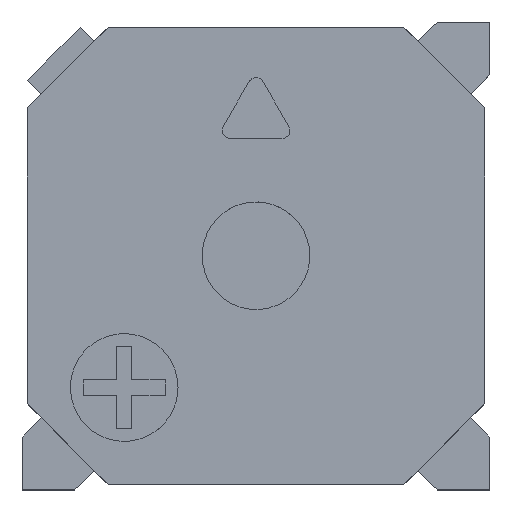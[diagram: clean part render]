
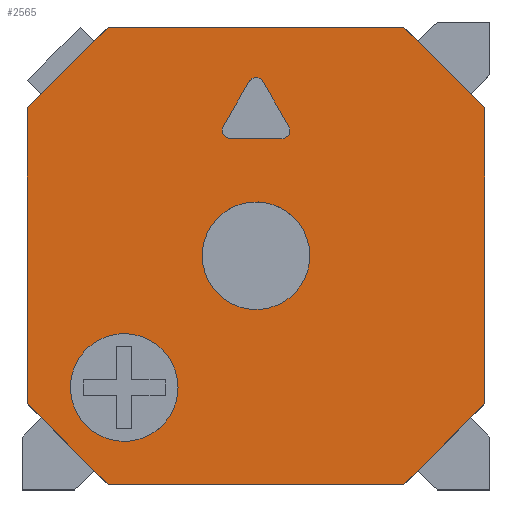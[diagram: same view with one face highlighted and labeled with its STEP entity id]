
A CAD part, top view. The second image highlights one B-rep face of the part: STEP entity #2565.
In plain terms, the highlighted free-form (B-spline) face has degree [1, 1] with [2, 2] control points.
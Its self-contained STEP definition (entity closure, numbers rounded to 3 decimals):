
#24 = VERTEX_POINT('',#25);
#25 = CARTESIAN_POINT('',(1.,0.,3.01));
#30 = EDGE_CURVE('',#31,#24,#33,.T.);
#31 = VERTEX_POINT('',#32);
#32 = CARTESIAN_POINT('',(-1.,0.,3.01));
#33 = ( BOUNDED_CURVE() B_SPLINE_CURVE(2,(#34,#35,#36,#37,#38),
.UNSPECIFIED.,.F.,.F.) B_SPLINE_CURVE_WITH_KNOTS((3,2,3),(3.142,
4.712,6.283),.PIECEWISE_BEZIER_KNOTS.) CURVE() 
GEOMETRIC_REPRESENTATION_ITEM() RATIONAL_B_SPLINE_CURVE((1.,
0.707,1.,0.707,1.)) REPRESENTATION_ITEM('') );
#34 = CARTESIAN_POINT('',(-1.,0.,3.01));
#35 = CARTESIAN_POINT('',(-1.,-1.,3.01));
#36 = CARTESIAN_POINT('',(0.,-1.,3.01));
#37 = CARTESIAN_POINT('',(1.,-1.,3.01));
#38 = CARTESIAN_POINT('',(1.,0.,3.01));
#72 = VERTEX_POINT('',#73);
#73 = CARTESIAN_POINT('',(0.611,2.403,3.01));
#78 = EDGE_CURVE('',#79,#72,#81,.T.);
#79 = VERTEX_POINT('',#80);
#80 = CARTESIAN_POINT('',(0.631,2.328,3.01));
#81 = ( BOUNDED_CURVE() B_SPLINE_CURVE(2,(#82,#83,#84),.UNSPECIFIED.,.F.
,.F.) B_SPLINE_CURVE_WITH_KNOTS((3,3),(0.,0.524),
.PIECEWISE_BEZIER_KNOTS.) CURVE() GEOMETRIC_REPRESENTATION_ITEM() 
RATIONAL_B_SPLINE_CURVE((1.,0.966,1.)) REPRESENTATION_ITEM('') 
  );
#82 = CARTESIAN_POINT('',(0.631,2.328,3.01));
#83 = CARTESIAN_POINT('',(0.631,2.368,3.01));
#84 = CARTESIAN_POINT('',(0.611,2.403,3.01));
#122 = VERTEX_POINT('',#123);
#123 = CARTESIAN_POINT('',(-1.45,-2.45,3.01));
#128 = EDGE_CURVE('',#122,#129,#131,.T.);
#129 = VERTEX_POINT('',#130);
#130 = CARTESIAN_POINT('',(-3.45,-2.45,3.01));
#131 = ( BOUNDED_CURVE() B_SPLINE_CURVE(2,(#132,#133,#134,#135,#136),
.UNSPECIFIED.,.F.,.F.) B_SPLINE_CURVE_WITH_KNOTS((3,2,3),(0.,
1.571,3.142),.PIECEWISE_BEZIER_KNOTS.) CURVE() 
GEOMETRIC_REPRESENTATION_ITEM() RATIONAL_B_SPLINE_CURVE((1.,
0.707,1.,0.707,1.)) REPRESENTATION_ITEM('') );
#132 = CARTESIAN_POINT('',(-1.45,-2.45,3.01));
#133 = CARTESIAN_POINT('',(-1.45,-1.45,3.01));
#134 = CARTESIAN_POINT('',(-2.45,-1.45,3.01));
#135 = CARTESIAN_POINT('',(-3.45,-1.45,3.01));
#136 = CARTESIAN_POINT('',(-3.45,-2.45,3.01));
#2351 = VERTEX_POINT('',#2352);
#2352 = CARTESIAN_POINT('',(-4.25,-2.75,3.01));
#2357 = EDGE_CURVE('',#2358,#2351,#2360,.T.);
#2358 = VERTEX_POINT('',#2359);
#2359 = CARTESIAN_POINT('',(-4.25,2.75,3.01));
#2360 = B_SPLINE_CURVE_WITH_KNOTS('',1,(#2361,#2362),.UNSPECIFIED.,.F.,
  .F.,(2,2),(-5.5,-0.),.PIECEWISE_BEZIER_KNOTS.);
#2361 = CARTESIAN_POINT('',(-4.25,2.75,3.01));
#2362 = CARTESIAN_POINT('',(-4.25,-2.75,3.01));
#2379 = EDGE_CURVE('',#2380,#2358,#2382,.T.);
#2380 = VERTEX_POINT('',#2381);
#2381 = CARTESIAN_POINT('',(-2.75,4.25,3.01));
#2382 = B_SPLINE_CURVE_WITH_KNOTS('',1,(#2383,#2384),.UNSPECIFIED.,.F.,
  .F.,(2,2),(-2.121,-0.),.PIECEWISE_BEZIER_KNOTS.);
#2383 = CARTESIAN_POINT('',(-2.75,4.25,3.01));
#2384 = CARTESIAN_POINT('',(-4.25,2.75,3.01));
#2405 = EDGE_CURVE('',#2406,#2380,#2408,.T.);
#2406 = VERTEX_POINT('',#2407);
#2407 = CARTESIAN_POINT('',(2.75,4.25,3.01));
#2408 = B_SPLINE_CURVE_WITH_KNOTS('',1,(#2409,#2410),.UNSPECIFIED.,.F.,
  .F.,(2,2),(-5.5,-0.),.PIECEWISE_BEZIER_KNOTS.);
#2409 = CARTESIAN_POINT('',(2.75,4.25,3.01));
#2410 = CARTESIAN_POINT('',(-2.75,4.25,3.01));
#2427 = EDGE_CURVE('',#2428,#2406,#2430,.T.);
#2428 = VERTEX_POINT('',#2429);
#2429 = CARTESIAN_POINT('',(4.25,2.75,3.01));
#2430 = B_SPLINE_CURVE_WITH_KNOTS('',1,(#2431,#2432),.UNSPECIFIED.,.F.,
  .F.,(2,2),(-2.121,0.),.PIECEWISE_BEZIER_KNOTS.);
#2431 = CARTESIAN_POINT('',(4.25,2.75,3.01));
#2432 = CARTESIAN_POINT('',(2.75,4.25,3.01));
#2449 = EDGE_CURVE('',#2450,#2428,#2452,.T.);
#2450 = VERTEX_POINT('',#2451);
#2451 = CARTESIAN_POINT('',(4.25,-2.75,3.01));
#2452 = B_SPLINE_CURVE_WITH_KNOTS('',1,(#2453,#2454),.UNSPECIFIED.,.F.,
  .F.,(2,2),(0.,5.5),.PIECEWISE_BEZIER_KNOTS.);
#2453 = CARTESIAN_POINT('',(4.25,-2.75,3.01));
#2454 = CARTESIAN_POINT('',(4.25,2.75,3.01));
#2471 = EDGE_CURVE('',#2472,#2450,#2474,.T.);
#2472 = VERTEX_POINT('',#2473);
#2473 = CARTESIAN_POINT('',(2.75,-4.25,3.01));
#2474 = B_SPLINE_CURVE_WITH_KNOTS('',1,(#2475,#2476),.UNSPECIFIED.,.F.,
  .F.,(2,2),(0.,2.121),.PIECEWISE_BEZIER_KNOTS.);
#2475 = CARTESIAN_POINT('',(2.75,-4.25,3.01));
#2476 = CARTESIAN_POINT('',(4.25,-2.75,3.01));
#2493 = VERTEX_POINT('',#2494);
#2494 = CARTESIAN_POINT('',(-2.75,-4.25,3.01));
#2499 = EDGE_CURVE('',#2351,#2493,#2500,.T.);
#2500 = B_SPLINE_CURVE_WITH_KNOTS('',1,(#2501,#2502),.UNSPECIFIED.,.F.,
  .F.,(2,2),(0.,2.121),.PIECEWISE_BEZIER_KNOTS.);
#2501 = CARTESIAN_POINT('',(-4.25,-2.75,3.01));
#2502 = CARTESIAN_POINT('',(-2.75,-4.25,3.01));
#2519 = EDGE_CURVE('',#2493,#2472,#2520,.T.);
#2520 = B_SPLINE_CURVE_WITH_KNOTS('',1,(#2521,#2522),.UNSPECIFIED.,.F.,
  .F.,(2,2),(0.,5.5),.PIECEWISE_BEZIER_KNOTS.);
#2521 = CARTESIAN_POINT('',(-2.75,-4.25,3.01));
#2522 = CARTESIAN_POINT('',(2.75,-4.25,3.01));
#2565 = ADVANCED_FACE('',(#2566,#2577,#2623,#2634),#2644,.T.);
#2566 = FACE_BOUND('',#2567,.T.);
#2567 = EDGE_LOOP('',(#2568,#2576));
#2568 = ORIENTED_EDGE('',*,*,#2569,.F.);
#2569 = EDGE_CURVE('',#24,#31,#2570,.T.);
#2570 = ( BOUNDED_CURVE() B_SPLINE_CURVE(2,(#2571,#2572,#2573,#2574,
#2575),.UNSPECIFIED.,.F.,.F.) B_SPLINE_CURVE_WITH_KNOTS((3,2,3),(0.,
1.571,3.142),.PIECEWISE_BEZIER_KNOTS.) CURVE() 
GEOMETRIC_REPRESENTATION_ITEM() RATIONAL_B_SPLINE_CURVE((1.,
0.707,1.,0.707,1.)) REPRESENTATION_ITEM('') );
#2571 = CARTESIAN_POINT('',(1.,0.,3.01));
#2572 = CARTESIAN_POINT('',(1.,1.,3.01));
#2573 = CARTESIAN_POINT('',(0.,1.,3.01));
#2574 = CARTESIAN_POINT('',(-1.,1.,3.01));
#2575 = CARTESIAN_POINT('',(-1.,0.,3.01));
#2576 = ORIENTED_EDGE('',*,*,#30,.F.);
#2577 = FACE_BOUND('',#2578,.T.);
#2578 = EDGE_LOOP('',(#2579,#2587,#2594,#2602,#2609,#2617,#2622));
#2579 = ORIENTED_EDGE('',*,*,#2580,.F.);
#2580 = EDGE_CURVE('',#2581,#79,#2583,.T.);
#2581 = VERTEX_POINT('',#2582);
#2582 = CARTESIAN_POINT('',(0.481,2.178,3.01));
#2583 = ( BOUNDED_CURVE() B_SPLINE_CURVE(2,(#2584,#2585,#2586),
.UNSPECIFIED.,.F.,.F.) B_SPLINE_CURVE_WITH_KNOTS((3,3),(4.712,
6.283),.PIECEWISE_BEZIER_KNOTS.) CURVE() 
GEOMETRIC_REPRESENTATION_ITEM() RATIONAL_B_SPLINE_CURVE((1.,
0.707,1.)) REPRESENTATION_ITEM('') );
#2584 = CARTESIAN_POINT('',(0.481,2.178,3.01));
#2585 = CARTESIAN_POINT('',(0.631,2.178,3.01));
#2586 = CARTESIAN_POINT('',(0.631,2.328,3.01));
#2587 = ORIENTED_EDGE('',*,*,#2588,.F.);
#2588 = EDGE_CURVE('',#2589,#2581,#2591,.T.);
#2589 = VERTEX_POINT('',#2590);
#2590 = CARTESIAN_POINT('',(-0.481,2.178,3.01));
#2591 = B_SPLINE_CURVE_WITH_KNOTS('',1,(#2592,#2593),.UNSPECIFIED.,.F.,
  .F.,(2,2),(0.,0.962),.PIECEWISE_BEZIER_KNOTS.);
#2592 = CARTESIAN_POINT('',(-0.481,2.178,3.01));
#2593 = CARTESIAN_POINT('',(0.481,2.178,3.01));
#2594 = ORIENTED_EDGE('',*,*,#2595,.F.);
#2595 = EDGE_CURVE('',#2596,#2589,#2598,.T.);
#2596 = VERTEX_POINT('',#2597);
#2597 = CARTESIAN_POINT('',(-0.611,2.403,3.01));
#2598 = ( BOUNDED_CURVE() B_SPLINE_CURVE(2,(#2599,#2600,#2601),
.UNSPECIFIED.,.F.,.F.) B_SPLINE_CURVE_WITH_KNOTS((3,3),(2.618,
4.712),.PIECEWISE_BEZIER_KNOTS.) CURVE() 
GEOMETRIC_REPRESENTATION_ITEM() RATIONAL_B_SPLINE_CURVE((1.,0.5,1.)) 
REPRESENTATION_ITEM('') );
#2599 = CARTESIAN_POINT('',(-0.611,2.403,3.01));
#2600 = CARTESIAN_POINT('',(-0.741,2.178,3.01));
#2601 = CARTESIAN_POINT('',(-0.481,2.178,3.01));
#2602 = ORIENTED_EDGE('',*,*,#2603,.F.);
#2603 = EDGE_CURVE('',#2604,#2596,#2606,.T.);
#2604 = VERTEX_POINT('',#2605);
#2605 = CARTESIAN_POINT('',(-0.13,3.236,3.01));
#2606 = B_SPLINE_CURVE_WITH_KNOTS('',1,(#2607,#2608),.UNSPECIFIED.,.F.,
  .F.,(2,2),(0.,0.962),.PIECEWISE_BEZIER_KNOTS.);
#2607 = CARTESIAN_POINT('',(-0.13,3.236,3.01));
#2608 = CARTESIAN_POINT('',(-0.611,2.403,3.01));
#2609 = ORIENTED_EDGE('',*,*,#2610,.F.);
#2610 = EDGE_CURVE('',#2611,#2604,#2613,.T.);
#2611 = VERTEX_POINT('',#2612);
#2612 = CARTESIAN_POINT('',(0.13,3.236,3.01));
#2613 = ( BOUNDED_CURVE() B_SPLINE_CURVE(2,(#2614,#2615,#2616),
.UNSPECIFIED.,.F.,.F.) B_SPLINE_CURVE_WITH_KNOTS((3,3),(3.665,
5.76),.PIECEWISE_BEZIER_KNOTS.) CURVE() 
GEOMETRIC_REPRESENTATION_ITEM() RATIONAL_B_SPLINE_CURVE((1.,0.5,1.)) 
REPRESENTATION_ITEM('') );
#2614 = CARTESIAN_POINT('',(0.13,3.236,3.01));
#2615 = CARTESIAN_POINT('',(0.,3.461,3.01)
  );
#2616 = CARTESIAN_POINT('',(-0.13,3.236,3.01));
#2617 = ORIENTED_EDGE('',*,*,#2618,.F.);
#2618 = EDGE_CURVE('',#72,#2611,#2619,.T.);
#2619 = B_SPLINE_CURVE_WITH_KNOTS('',1,(#2620,#2621),.UNSPECIFIED.,.F.,
  .F.,(2,2),(0.,0.962),
  .PIECEWISE_BEZIER_KNOTS.);
#2620 = CARTESIAN_POINT('',(0.611,2.403,3.01));
#2621 = CARTESIAN_POINT('',(0.13,3.236,3.01));
#2622 = ORIENTED_EDGE('',*,*,#78,.F.);
#2623 = FACE_BOUND('',#2624,.T.);
#2624 = EDGE_LOOP('',(#2625,#2633));
#2625 = ORIENTED_EDGE('',*,*,#2626,.F.);
#2626 = EDGE_CURVE('',#129,#122,#2627,.T.);
#2627 = ( BOUNDED_CURVE() B_SPLINE_CURVE(2,(#2628,#2629,#2630,#2631,
#2632),.UNSPECIFIED.,.F.,.F.) B_SPLINE_CURVE_WITH_KNOTS((3,2,3),(
    3.142,4.712,6.283),
.PIECEWISE_BEZIER_KNOTS.) CURVE() GEOMETRIC_REPRESENTATION_ITEM() 
RATIONAL_B_SPLINE_CURVE((1.,0.707,1.,0.707,1.)) 
REPRESENTATION_ITEM('') );
#2628 = CARTESIAN_POINT('',(-3.45,-2.45,3.01));
#2629 = CARTESIAN_POINT('',(-3.45,-3.45,3.01));
#2630 = CARTESIAN_POINT('',(-2.45,-3.45,3.01));
#2631 = CARTESIAN_POINT('',(-1.45,-3.45,3.01));
#2632 = CARTESIAN_POINT('',(-1.45,-2.45,3.01));
#2633 = ORIENTED_EDGE('',*,*,#128,.F.);
#2634 = FACE_BOUND('',#2635,.T.);
#2635 = EDGE_LOOP('',(#2636,#2637,#2638,#2639,#2640,#2641,#2642,#2643));
#2636 = ORIENTED_EDGE('',*,*,#2405,.T.);
#2637 = ORIENTED_EDGE('',*,*,#2379,.T.);
#2638 = ORIENTED_EDGE('',*,*,#2357,.T.);
#2639 = ORIENTED_EDGE('',*,*,#2499,.T.);
#2640 = ORIENTED_EDGE('',*,*,#2519,.T.);
#2641 = ORIENTED_EDGE('',*,*,#2471,.T.);
#2642 = ORIENTED_EDGE('',*,*,#2449,.T.);
#2643 = ORIENTED_EDGE('',*,*,#2427,.T.);
#2644 = B_SPLINE_SURFACE_WITH_KNOTS('',1,1,(
    (#2645,#2646)
    ,(#2647,#2648
    )),.UNSPECIFIED.,.F.,.F.,.F.,(2,2),(2,2),(-4.25,4.25),(-4.25,4.25),
  .PIECEWISE_BEZIER_KNOTS.);
#2645 = CARTESIAN_POINT('',(-4.25,-4.25,3.01));
#2646 = CARTESIAN_POINT('',(-4.25,4.25,3.01));
#2647 = CARTESIAN_POINT('',(4.25,-4.25,3.01));
#2648 = CARTESIAN_POINT('',(4.25,4.25,3.01));
